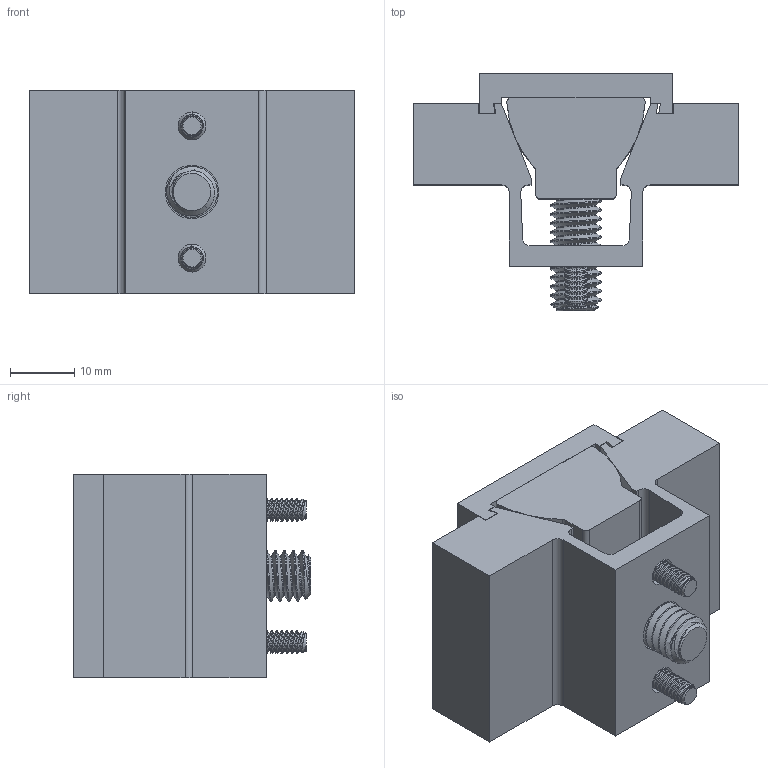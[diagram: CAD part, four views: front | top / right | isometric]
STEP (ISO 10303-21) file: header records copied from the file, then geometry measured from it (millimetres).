
FILE_DESCRIPTION (( 'STEP AP214' ), '1' );
FILE_NAME ('60100.STEP', '2017-03-16T17:30:13', ( 'Mike W' ), ( '' ), 'SwSTEP 2.0', 'SolidWorks 2017', '' );
FILE_SCHEMA (( 'AUTOMOTIVE_DESIGN' ));
Length unit declared in the file: inch
Products named in the file (6): 63238 FHCS_63238 FHSC; 60155_60155; 516181 SHCS_516181 SHCS; 60330_60330; 60135_60135; 60100
Assembly tree (6 placements, depth 2):
  60100
    60135_60135
    60330_60330
    516181 SHCS_516181 SHCS
    60155_60155
    63238 FHCS_63238 FHSC  x2
Bounding box: 50.8 x 37.13 x 31.75 mm (x, y, z)
Volume: 28643.6 mm3; surface area: 15152 mm2
Topology: 6 solids, 6 shells, 395 faces, 933 edges, 557 vertices
Faces by surface type: cylinder 175, cone 123, plane 91, torus 4, bspline 2
Entity records: 11386 total; most frequent: CARTESIAN_POINT 4734, ORIENTED_EDGE 1430, DIRECTION 1248, EDGE_CURVE 715, AXIS2_PLACEMENT_3D 451, VERTEX_POINT 440, LINE 346, VECTOR 346
